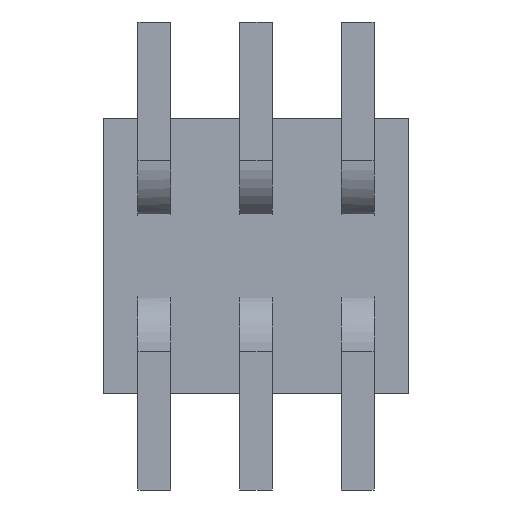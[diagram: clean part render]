
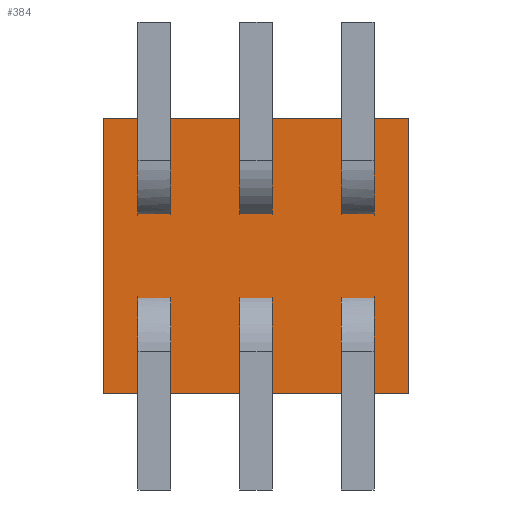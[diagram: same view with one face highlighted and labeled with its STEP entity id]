
A CAD part, front view. The second image highlights one B-rep face of the part: STEP entity #384.
In plain terms, the highlighted planar face has unit normal (0, -1, 0).
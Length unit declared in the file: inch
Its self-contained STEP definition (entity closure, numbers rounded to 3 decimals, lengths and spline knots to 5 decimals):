
#384 = ADVANCED_FACE( '', ( #747 ), #748, .F. );
#747 = FACE_OUTER_BOUND( '', #1115, .T. );
#748 = PLANE( '', #1116 );
#1115 = EDGE_LOOP( '', ( #1988, #1989, #1990, #1991 ) );
#1116 = AXIS2_PLACEMENT_3D( '', #1992, #1993, #1994 );
#1988 = ORIENTED_EDGE( '', *, *, #2496, .F. );
#1989 = ORIENTED_EDGE( '', *, *, #2677, .F. );
#1990 = ORIENTED_EDGE( '', *, *, #2341, .F. );
#1991 = ORIENTED_EDGE( '', *, *, #2579, .F. );
#1992 = CARTESIAN_POINT( '', ( 0., 0., 0. ) );
#1993 = DIRECTION( '', ( 0., 1., 0. ) );
#1994 = DIRECTION( '', ( 0., 0., 1. ) );
#2341 = EDGE_CURVE( '', #2789, #2772, #2791, .T. );
#2496 = EDGE_CURVE( '', #3048, #3050, #3051, .T. );
#2579 = EDGE_CURVE( '', #3050, #2789, #3172, .T. );
#2677 = EDGE_CURVE( '', #2772, #3048, #3295, .T. );
#2772 = VERTEX_POINT( '', #3402 );
#2789 = VERTEX_POINT( '', #3428 );
#2791 = LINE( '', #3431, #3432 );
#3048 = VERTEX_POINT( '', #3807 );
#3050 = VERTEX_POINT( '', #3810 );
#3051 = LINE( '', #3811, #3812 );
#3172 = LINE( '', #3994, #3995 );
#3295 = LINE( '', #4175, #4176 );
#3402 = CARTESIAN_POINT( '', ( 0.075, 0., -0.0675 ) );
#3428 = CARTESIAN_POINT( '', ( 0.075, 0., 0.0675 ) );
#3431 = CARTESIAN_POINT( '', ( 0.075, 0., 0.0675 ) );
#3432 = VECTOR( '', #4296, 39.37008 );
#3807 = CARTESIAN_POINT( '', ( -0.075, 0., -0.0675 ) );
#3810 = CARTESIAN_POINT( '', ( -0.075, 0., 0.0675 ) );
#3811 = CARTESIAN_POINT( '', ( -0.075, 0., -0.0675 ) );
#3812 = VECTOR( '', #4434, 39.37008 );
#3994 = CARTESIAN_POINT( '', ( -0.075, 0., 0.0675 ) );
#3995 = VECTOR( '', #4505, 39.37008 );
#4175 = CARTESIAN_POINT( '', ( 0.075, 0., -0.0675 ) );
#4176 = VECTOR( '', #4587, 39.37008 );
#4296 = DIRECTION( '', ( 0., 0., -1. ) );
#4434 = DIRECTION( '', ( 0., 0., 1. ) );
#4505 = DIRECTION( '', ( 1., 0., 0. ) );
#4587 = DIRECTION( '', ( -1., 0., 0. ) );
